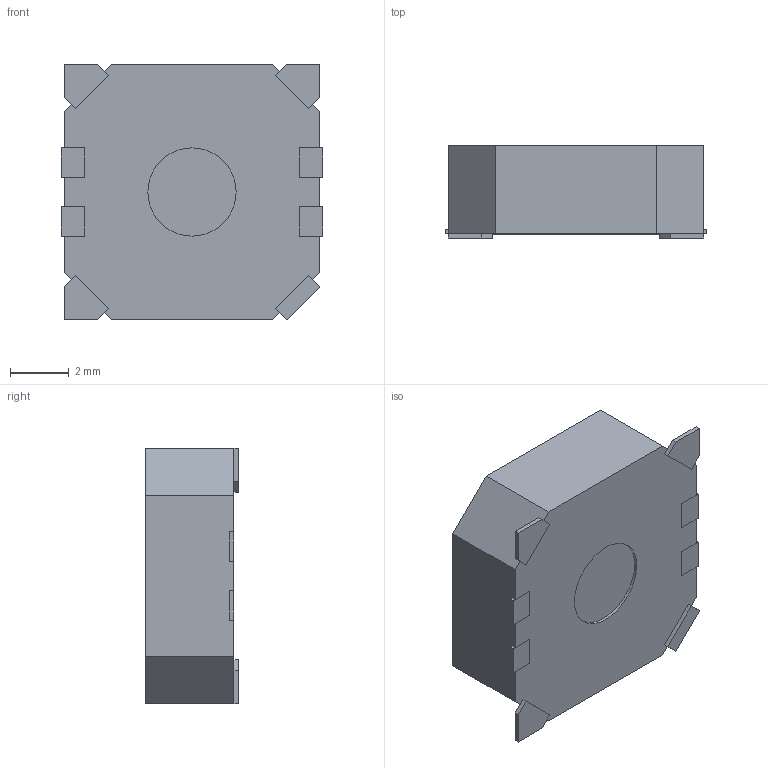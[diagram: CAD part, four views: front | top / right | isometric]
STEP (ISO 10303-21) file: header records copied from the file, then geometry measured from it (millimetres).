
FILE_DESCRIPTION(/* description */ (''),/* implementation_level */ '2;1');
FILE_NAME(/* name */ '8530S_SMT_Buzzer v3.step',/* time_stamp */ '2018-05-16T01:50:56+08:00',/* author */ ('thelithcore'),/* organization */ (''),/* preprocessor_version */ 'ST-DEVELOPER v17',/* originating_system */ 'Autodesk Translation Framework v7.1.0.215',/* authorisation */ '');
FILE_SCHEMA (('AUTOMOTIVE_DESIGN { 1 0 10303 214 3 1 1 }'));
Length unit declared in the file: millimetre
Products named in the file (1): 8530S_SMT_Buzzer
Bounding box: 8.9 x 3.15 x 8.7 mm (x, y, z)
Volume: 200.5 mm3; surface area: 290.8 mm2
Topology: 9 solids, 9 shells, 92 faces, 210 edges, 140 vertices
Faces by surface type: plane 90, cylinder 2
Full cylindrical faces by diameter (mm): 2 x1, 3 x1
Entity records: 2577 total; most frequent: CARTESIAN_POINT 443, ORIENTED_EDGE 420, DIRECTION 400, EDGE_CURVE 210, LINE 206, VECTOR 206, VERTEX_POINT 140, AXIS2_PLACEMENT_3D 97
